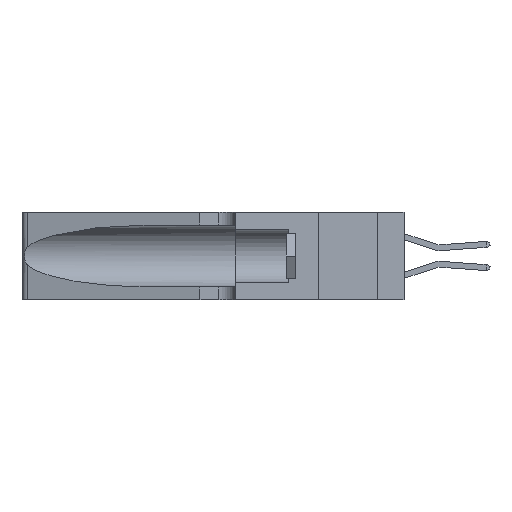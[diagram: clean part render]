
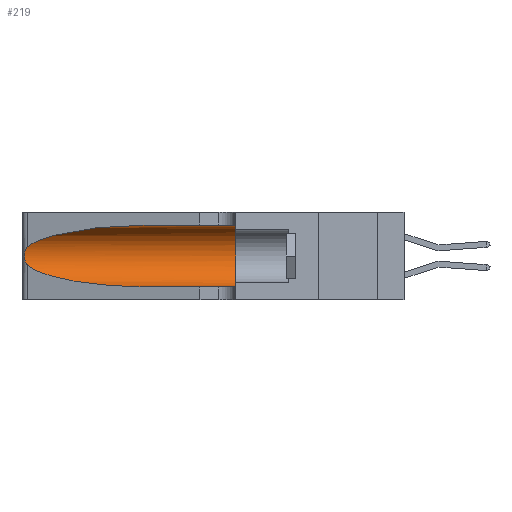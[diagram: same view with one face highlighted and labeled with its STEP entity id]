
A CAD part, left-side view. The second image highlights one B-rep face of the part: STEP entity #219.
In plain terms, the highlighted cylindrical face has radius 3.308 mm (diameter 6.617 mm), a partial arc.
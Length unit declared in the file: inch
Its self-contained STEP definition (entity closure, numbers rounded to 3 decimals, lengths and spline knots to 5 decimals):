
#219 = ADVANCED_FACE ( 'NONE', ( #20866 ), #20308, .F. ) ;
#270 =( BOUNDED_CURVE ( )  B_SPLINE_CURVE ( 3, ( #5827, #7713, #9554, #22280 ),
 .UNSPECIFIED., .F., .F. ) 
 B_SPLINE_CURVE_WITH_KNOTS ( ( 4, 4 ),
 ( 3.44316, 4.71239 ),
 .UNSPECIFIED. ) 
 CURVE ( )  GEOMETRIC_REPRESENTATION_ITEM ( )  RATIONAL_B_SPLINE_CURVE ( ( 1., 0.87, 0.87, 1. ) ) 
 REPRESENTATION_ITEM ( '' )  );
#399 =( BOUNDED_CURVE ( )  B_SPLINE_CURVE ( 3, ( #744, #15431, #6273, #19059 ),
 .UNSPECIFIED., .F., .F. ) 
 B_SPLINE_CURVE_WITH_KNOTS ( ( 4, 4 ),
 ( 1.5708, 2.84003 ),
 .UNSPECIFIED. ) 
 CURVE ( )  GEOMETRIC_REPRESENTATION_ITEM ( )  RATIONAL_B_SPLINE_CURVE ( ( 1., 0.87, 0.87, 1. ) ) 
 REPRESENTATION_ITEM ( '' )  );
#491 = ORIENTED_EDGE ( 'NONE', *, *, #7947, .T. ) ;
#694 = B_SPLINE_CURVE_WITH_KNOTS ( 'NONE', 3,
 ( #15798, #22985, #13948, #4798, #17614, #6662, #19443, #8516, #21261, #10339, #23075, #12183, #1203, #14030 ),
 .UNSPECIFIED., .F., .F.,
 ( 4, 2, 2, 2, 2, 2, 4 ),
 ( 0., 0.00027, 0.00053, 0.00107, 0.0016, 0.00187, 0.00214 ),
 .UNSPECIFIED. ) ;
#744 = CARTESIAN_POINT ( 'NONE',  ( 0.1305, 0.72297, 0.31525 ) ) ;
#864 = VERTEX_POINT ( 'NONE', #1088 ) ;
#1088 = CARTESIAN_POINT ( 'NONE',  ( 0.1305, 0.72297, 0.31525 ) ) ;
#1203 = CARTESIAN_POINT ( 'NONE',  ( 0.25555, 1.22993, 0.14849 ) ) ;
#1839 = DIRECTION ( 'NONE',  ( 0., 0., -1. ) ) ;
#3084 = CARTESIAN_POINT ( 'NONE',  ( 0.25487, 1.22718, 0.14631 ) ) ;
#4798 = CARTESIAN_POINT ( 'NONE',  ( 0.25787, 1.23484, 0.2124 ) ) ;
#5459 = EDGE_CURVE ( 'NONE', #6074, #11174, #694, .T. ) ;
#5827 = CARTESIAN_POINT ( 'NONE',  ( 0.25487, 1.22718, 0.14631 ) ) ;
#6074 = VERTEX_POINT ( 'NONE', #21237 ) ;
#6273 = CARTESIAN_POINT ( 'NONE',  ( 0.2373, 1.15595, 0.28018 ) ) ;
#6662 = CARTESIAN_POINT ( 'NONE',  ( 0.26018, 1.23835, 0.19895 ) ) ;
#6752 = CARTESIAN_POINT ( 'NONE',  ( 0.1305, 0.35, 0.185 ) ) ;
#6930 = ORIENTED_EDGE ( 'NONE', *, *, #5459, .T. ) ;
#7051 = AXIS2_PLACEMENT_3D ( 'NONE', #15558, #20907, #1839 ) ;
#7179 = EDGE_CURVE ( 'NONE', #864, #11424, #7364, .T. ) ;
#7364 = LINE ( 'NONE', #18889, #11657 ) ;
#7369 = EDGE_CURVE ( 'NONE', #11424, #13064, #16240, .T. ) ;
#7609 = EDGE_CURVE ( 'NONE', #864, #6074, #399, .T. ) ;
#7713 = CARTESIAN_POINT ( 'NONE',  ( 0.2373, 1.15595, 0.08982 ) ) ;
#7916 = LINE ( 'NONE', #9088, #21883 ) ;
#7947 = EDGE_CURVE ( 'NONE', #8777, #13064, #7916, .T. ) ;
#8121 = EDGE_CURVE ( 'NONE', #11174, #8777, #270, .T. ) ;
#8516 = CARTESIAN_POINT ( 'NONE',  ( 0.26075, 1.23896, 0.178 ) ) ;
#8607 = DIRECTION ( 'NONE',  ( 0., 0., 1. ) ) ;
#8777 = VERTEX_POINT ( 'NONE', #22091 ) ;
#9088 = CARTESIAN_POINT ( 'NONE',  ( 0.1305, 1.61858, 0.05475 ) ) ;
#9554 = CARTESIAN_POINT ( 'NONE',  ( 0.18966, 0.96281, 0.05475 ) ) ;
#10203 = CARTESIAN_POINT ( 'NONE',  ( 0.1305, 0.35, 0.05475 ) ) ;
#10339 = CARTESIAN_POINT ( 'NONE',  ( 0.25856, 1.23593, 0.16098 ) ) ;
#10935 = EDGE_LOOP ( 'NONE', ( #19137, #6930, #18385, #491, #11490, #16437 ) ) ;
#11174 = VERTEX_POINT ( 'NONE', #3084 ) ;
#11424 = VERTEX_POINT ( 'NONE', #20175 ) ;
#11490 = ORIENTED_EDGE ( 'NONE', *, *, #7369, .F. ) ;
#11657 = VECTOR ( 'NONE', #20712, 39.37008 ) ;
#12183 = CARTESIAN_POINT ( 'NONE',  ( 0.25639, 1.23186, 0.15144 ) ) ;
#13064 = VERTEX_POINT ( 'NONE', #10203 ) ;
#13236 = AXIS2_PLACEMENT_3D ( 'NONE', #6752, #19527, #8607 ) ;
#13948 = CARTESIAN_POINT ( 'NONE',  ( 0.25639, 1.23184, 0.21858 ) ) ;
#14030 = CARTESIAN_POINT ( 'NONE',  ( 0.25487, 1.22718, 0.14631 ) ) ;
#15431 = CARTESIAN_POINT ( 'NONE',  ( 0.18966, 0.96281, 0.31525 ) ) ;
#15558 = CARTESIAN_POINT ( 'NONE',  ( 0.1305, 1.61858, 0.185 ) ) ;
#15798 = CARTESIAN_POINT ( 'NONE',  ( 0.25487, 1.22718, 0.22369 ) ) ;
#16240 = CIRCLE ( 'NONE', #13236, 0.13025 ) ;
#16437 = ORIENTED_EDGE ( 'NONE', *, *, #7179, .F. ) ;
#17614 = CARTESIAN_POINT ( 'NONE',  ( 0.25854, 1.2359, 0.20912 ) ) ;
#18385 = ORIENTED_EDGE ( 'NONE', *, *, #8121, .T. ) ;
#18889 = CARTESIAN_POINT ( 'NONE',  ( 0.1305, 1.61858, 0.31525 ) ) ;
#19059 = CARTESIAN_POINT ( 'NONE',  ( 0.25487, 1.22718, 0.22369 ) ) ;
#19137 = ORIENTED_EDGE ( 'NONE', *, *, #7609, .T. ) ;
#19443 = CARTESIAN_POINT ( 'NONE',  ( 0.26075, 1.23896, 0.19203 ) ) ;
#19527 = DIRECTION ( 'NONE',  ( 0., 1., 0. ) ) ;
#20175 = CARTESIAN_POINT ( 'NONE',  ( 0.1305, 0.35, 0.31525 ) ) ;
#20308 = CYLINDRICAL_SURFACE ( 'NONE', #7051, 0.13025 ) ;
#20712 = DIRECTION ( 'NONE',  ( 0., -1., 0. ) ) ;
#20866 = FACE_OUTER_BOUND ( 'NONE', #10935, .T. ) ;
#20907 = DIRECTION ( 'NONE',  ( 0., -1., 0. ) ) ;
#21237 = CARTESIAN_POINT ( 'NONE',  ( 0.25487, 1.22718, 0.22369 ) ) ;
#21261 = CARTESIAN_POINT ( 'NONE',  ( 0.26017, 1.23833, 0.17102 ) ) ;
#21816 = DIRECTION ( 'NONE',  ( 0., -1., 0. ) ) ;
#21883 = VECTOR ( 'NONE', #21816, 39.37008 ) ;
#22091 = CARTESIAN_POINT ( 'NONE',  ( 0.1305, 0.72297, 0.05475 ) ) ;
#22280 = CARTESIAN_POINT ( 'NONE',  ( 0.1305, 0.72297, 0.05475 ) ) ;
#22985 = CARTESIAN_POINT ( 'NONE',  ( 0.25555, 1.22994, 0.2215 ) ) ;
#23075 = CARTESIAN_POINT ( 'NONE',  ( 0.25789, 1.23486, 0.15765 ) ) ;
